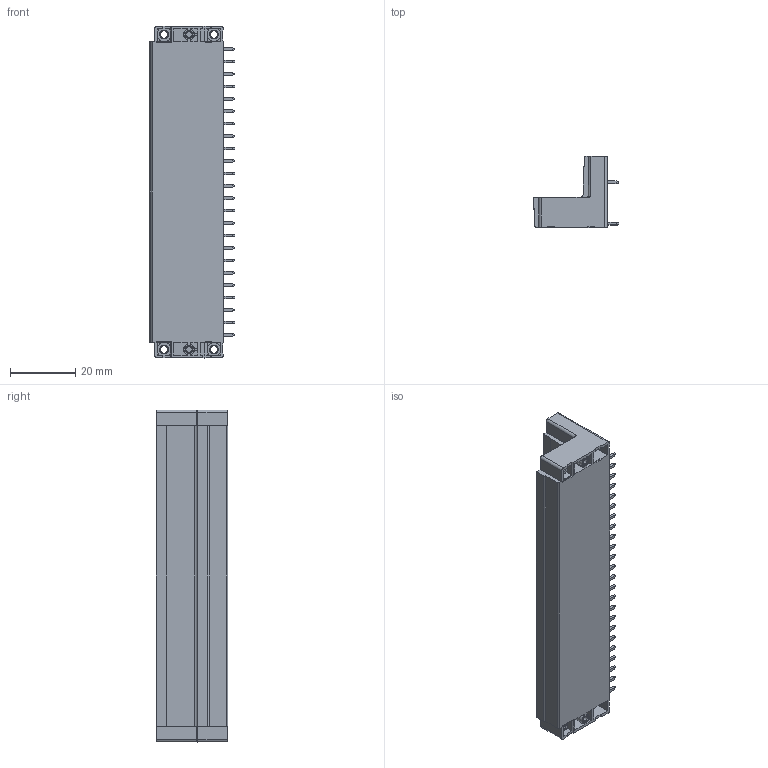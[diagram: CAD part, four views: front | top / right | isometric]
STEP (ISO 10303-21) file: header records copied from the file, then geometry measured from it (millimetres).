
FILE_DESCRIPTION((''),'2;1');
FILE_NAME('TLPHDW-105R-1','2024-09-24T11:12:53',('sheji109'),(''),'CREO PARAMETRIC BY PTC INC, 2018100','CREO PARAMETRIC BY PTC INC, 2018100','');
FILE_SCHEMA(('CONFIG_CONTROL_DESIGN'));
Products named in the file (1): TLPHDW-105R-1
Bounding box: 26.2 x 21.9 x 101.83 mm (x, y, z)
Volume: 22668.1 mm3; surface area: 24238.7 mm2
Topology: 1 solids, 1 shells, 3875 faces, 10477 edges, 6739 vertices
Faces by surface type: plane 3062, cylinder 731, cone 56, sphere 24, bspline 2
Entity records: 120288 total; most frequent: CARTESIAN_POINT 22119, ORIENTED_EDGE 20906, DIRECTION 19538, EDGE_CURVE 10453, VECTOR 8674, LINE 8674, VERTEX_POINT 6739, AXIS2_PLACEMENT_3D 5432
